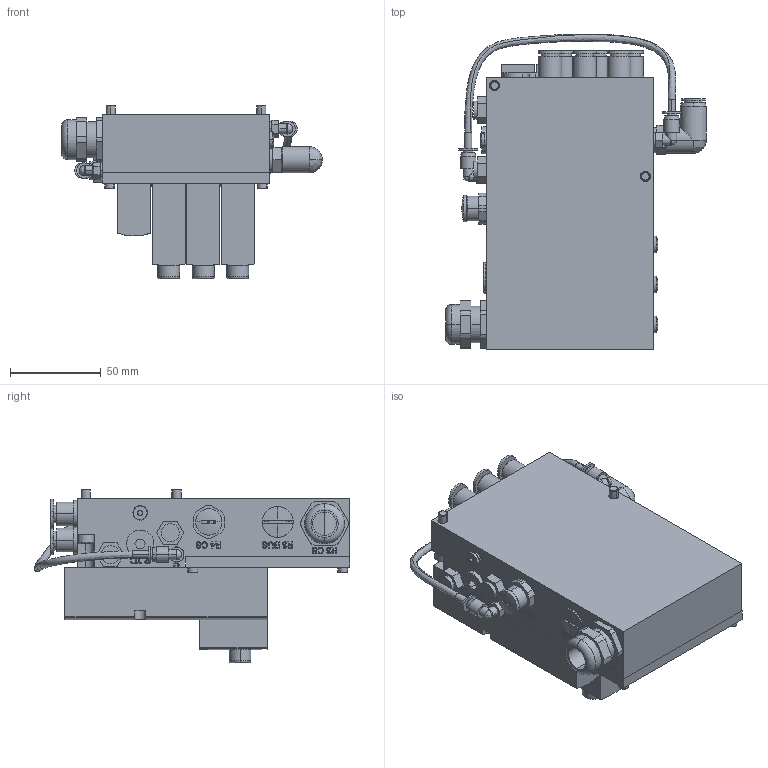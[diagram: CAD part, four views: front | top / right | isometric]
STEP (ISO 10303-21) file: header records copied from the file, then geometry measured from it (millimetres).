
FILE_DESCRIPTION (( 'STEP AP203' ), '1' );
FILE_NAME ('P0013A.STEP', '2018-11-30T12:52:09', ( '' ), ( '' ), 'SwSTEP 2.0', 'SolidWorks 2017', '' );
FILE_SCHEMA (( 'CONFIG_CONTROL_DESIGN' ));
Products named in the file (1): P0013A
Bounding box: 143.65 x 173.97 x 95.54 mm (x, y, z)
Volume: 819214.2 mm3; surface area: 156869.1 mm2
Topology: 37 solids, 39 shells, 1564 faces, 3747 edges, 2424 vertices
Faces by surface type: plane 656, cylinder 448, bspline 292, cone 112, torus 44, sphere 12
Entity records: 62929 total; most frequent: CARTESIAN_POINT 27828, ORIENTED_EDGE 7456, DIRECTION 6686, EDGE_CURVE 3728, VERTEX_POINT 2421, AXIS2_PLACEMENT_3D 2389, VECTOR 1908, LINE 1908
